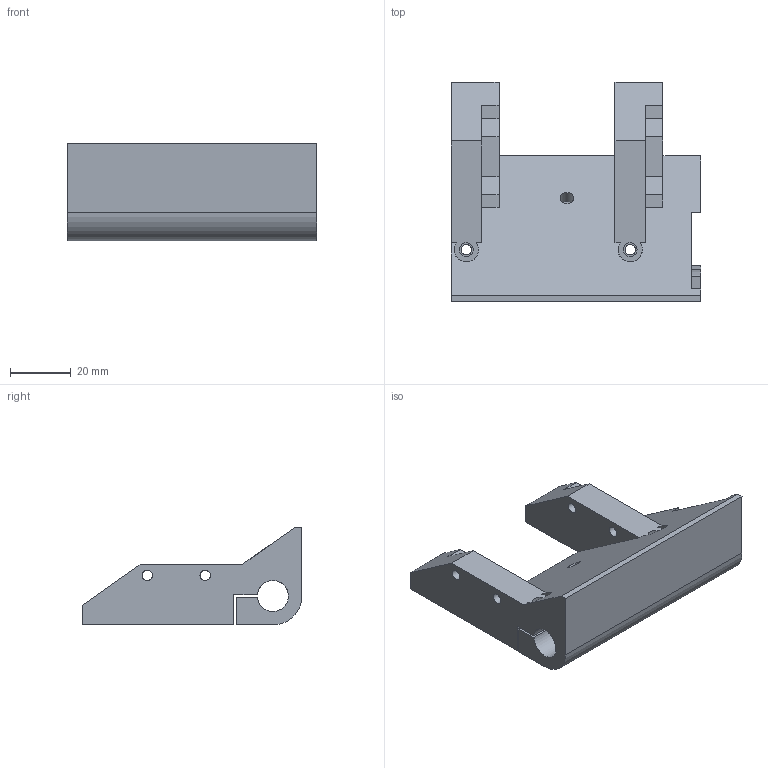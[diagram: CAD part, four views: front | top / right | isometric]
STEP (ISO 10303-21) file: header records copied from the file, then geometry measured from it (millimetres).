
FILE_DESCRIPTION(('FreeCAD Model'),'2;1');
FILE_NAME('Open CASCADE Shape Model','2024-05-24T19:50:37',(''),(''), 'Open CASCADE STEP processor 7.7','Ondsel','Unknown');
FILE_SCHEMA(('AUTOMOTIVE_DESIGN { 1 0 10303 214 1 1 1 1 }'));
Length unit declared in the file: millimetre
Products named in the file (2): Claw_Mount; Mount-Body
Assembly tree (1 placements, depth 2):
  Claw_Mount
    Mount-Body
Bounding box: 82 x 72.14 x 32.16 mm (x, y, z)
Volume: 68458.1 mm3; surface area: 24226.7 mm2
Topology: 1 solids, 1 shells, 108 faces, 292 edges, 189 vertices
Faces by surface type: plane 75, cylinder 32, cone 1
Full cylindrical faces by diameter (mm): 1.8 x3, 3.4 x8, 4.5 x3, 6.1 x2
Entity records: 3437 total; most frequent: CARTESIAN_POINT 592, ORIENTED_EDGE 582, DIRECTION 581, EDGE_CURVE 291, LINE 217, VECTOR 217, VERTEX_POINT 189, AXIS2_PLACEMENT_3D 182
